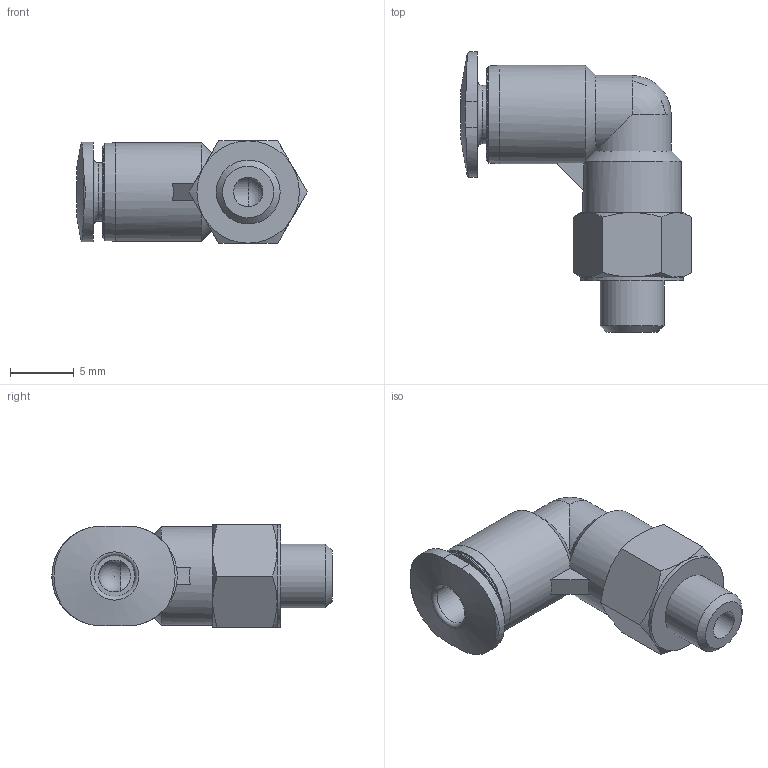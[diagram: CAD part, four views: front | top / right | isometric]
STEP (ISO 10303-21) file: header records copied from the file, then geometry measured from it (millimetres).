
FILE_DESCRIPTION(/* description */ ('STEP AP214'),/* implementation_level */ '2;1');
FILE_NAME(/* name */ '533228_QBML-M5-1_8-U-M',/* time_stamp */ '2024-09-11T14:06:30+02:00',/* author */ ('License CC BY-ND 4.0'),/* organization */ ('CADENAS'),/* preprocessor_version */ 'ST-DEVELOPER v19.3',/* originating_system */ 'PARTsolutions',/* authorisation */ ' ');
FILE_SCHEMA (('AUTOMOTIVE_DESIGN {1 0 10303 214 3 1 1}'));
Length unit declared in the file: millimetre
Products named in the file (1): 533228 QBML-M5-1/8-U-M
Bounding box: 18.02 x 21.9 x 8 mm (x, y, z)
Volume: 1048.2 mm3; surface area: 1106.9 mm2
Topology: 1 solids, 1 shells, 55 faces, 128 edges, 77 vertices
Faces by surface type: plane 18, cone 18, cylinder 13, torus 4, sphere 2
Full cylindrical faces by diameter (mm): 2.3 x1, 2.5 x1, 3.175 x1, 4.575 x1, 5 x1, 7.3 x1, 7.7 x2, 8 x1
Entity records: 1855 total; most frequent: CARTESIAN_POINT 347, DIRECTION 226, ORIENTED_EDGE 206, AXIS2_PLACEMENT_3D 104, EDGE_CURVE 103, EDGE_LOOP 77, FACE_BOUND 77, VERTEX_POINT 70
